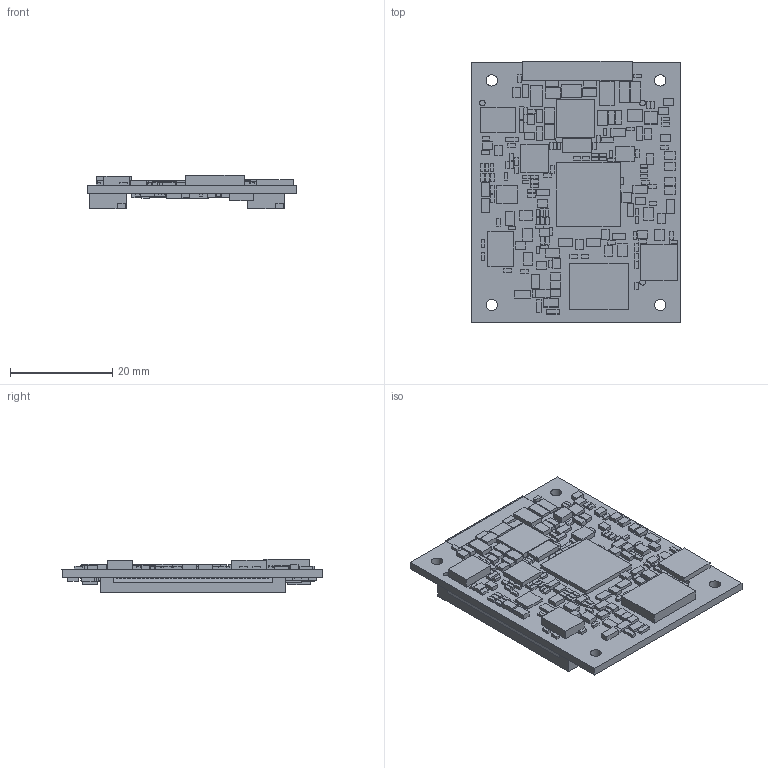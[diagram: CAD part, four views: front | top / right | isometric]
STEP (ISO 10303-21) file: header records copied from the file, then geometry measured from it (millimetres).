
FILE_DESCRIPTION(('FreeCAD Model'),'2;1');
FILE_NAME('1347-3.step', '2014-06-17T14:35:33',('FreeCAD'),('FreeCAD'), 'Open CASCADE STEP processor 6.3','FreeCAD','Unknown');
FILE_SCHEMA(('AUTOMOTIVE_DESIGN_CC2 { 1 2 10303 214 -1 1 5 4 }'));
Length unit declared in the file: millimetre
Products named in the file (346): Board_outline; C1; C10; C100; C101; C102; C103; C104; C105; C106; C107; C108; C109; C11; C110; C111; C112; C113; C114; C115; C116; C117; C118; C119; C12; C120; C121; C122; C123; C124; C125; C126; C127; C128; C129; C13; C130; C131; C132; C133 ...
Bounding box: 41 x 51.27 x 6.63 mm (x, y, z)
Volume: 4574.6 mm3; surface area: 13256.2 mm2
Topology: 345 solids, 4509 shells, 6213 faces, 30821 edges, 29446 vertices
Faces by surface type: bspline 4144, plane 2014, cylinder 35, revolution 20
Full cylindrical faces by diameter (mm): 1.1 x3, 2.2 x4
Entity records: 585043 total; most frequent: CARTESIAN_POINT 122987, DIRECTION 62359, LINE 57871, VECTOR 57871, ORIENTED_EDGE 34878, PCURVE 34878, DEFINITIONAL_REPRESENTATION 34878, EDGE_CURVE 30801
